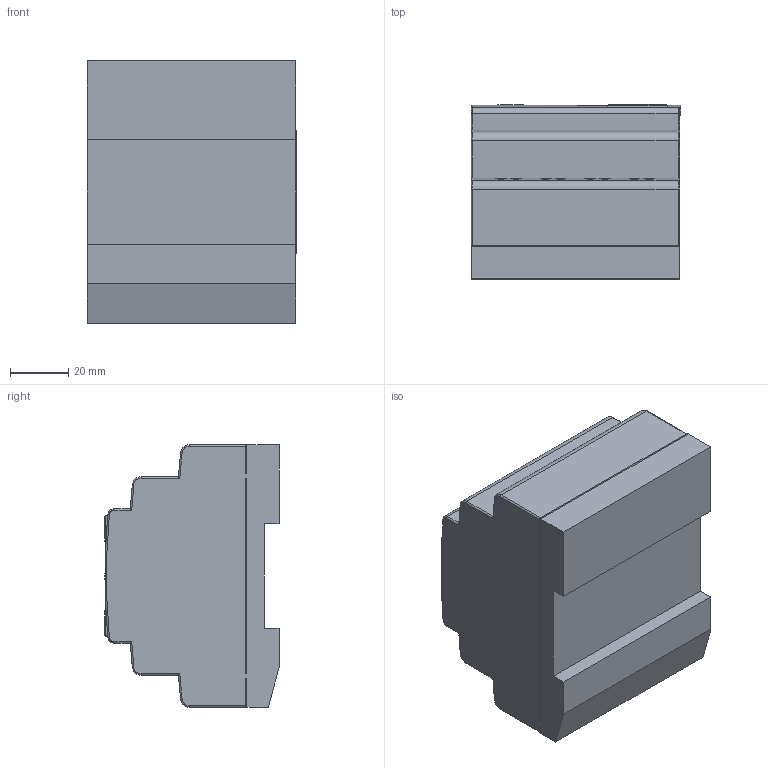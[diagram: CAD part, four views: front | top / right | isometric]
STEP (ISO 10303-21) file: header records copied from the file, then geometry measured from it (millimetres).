
FILE_DESCRIPTION (( 'STEP AP203' ), '1' );
FILE_NAME ('PLR-430-CPU-08D04R-0AC-00.STEP', '2025-06-25T10:13:46', ( '' ), ( '' ), 'SwSTEP 2.0', 'SolidWorks 2022', '' );
FILE_SCHEMA (( 'CONFIG_CONTROL_DESIGN' ));
Length unit declared in the file: millimetre
Products named in the file (1): PLR-430-CPU-08D04R-0AC-00
Bounding box: 72 x 59.71 x 90 mm (x, y, z)
Volume: 312855.7 mm3; surface area: 30602.6 mm2
Topology: 1 solids, 1 shells, 176 faces, 402 edges, 252 vertices
Faces by surface type: plane 82, cylinder 77, torus 13, bspline 4
Entity records: 5066 total; most frequent: CARTESIAN_POINT 963, DIRECTION 873, ORIENTED_EDGE 804, EDGE_CURVE 402, AXIS2_PLACEMENT_3D 318, VERTEX_POINT 252, LINE 237, VECTOR 237
